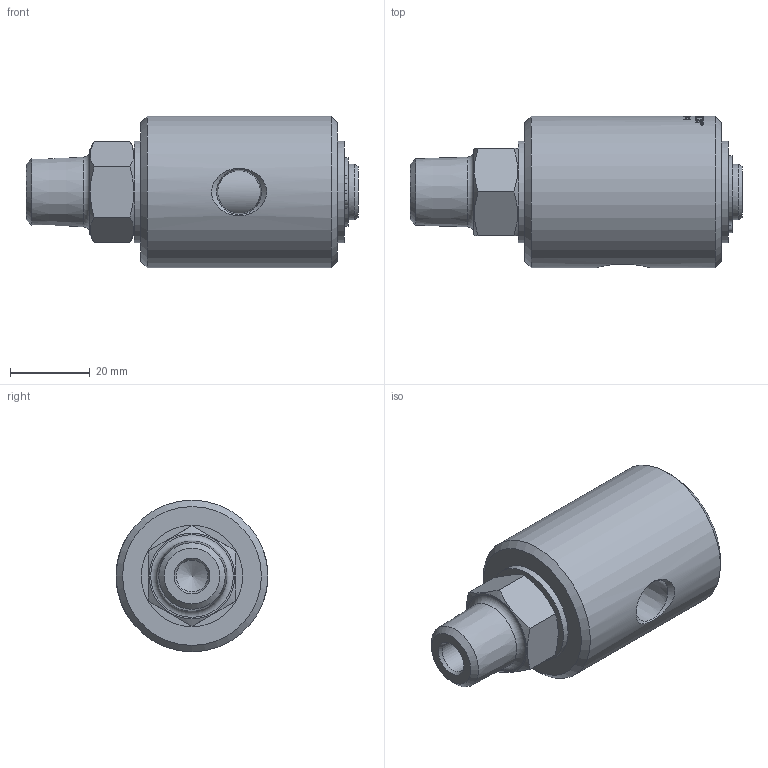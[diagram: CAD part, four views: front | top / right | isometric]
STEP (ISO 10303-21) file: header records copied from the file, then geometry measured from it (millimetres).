
FILE_DESCRIPTION(/* description */ (''),/* implementation_level */ '2;1');
FILE_NAME(/* name */ '17-025-041-IC.stp',/* time_stamp */ '2018-09-18T13:26:50-05:00',/* author */ ('nreyna'),/* organization */ (''),/* preprocessor_version */ 'ST-DEVELOPER v17',/* originating_system */ 'Autodesk Inventor 2018',/* authorisation */ '');
FILE_SCHEMA (('AUTOMOTIVE_DESIGN { 1 0 10303 214 3 1 1 }'));
Products named in the file (1): 17-025-041-IC
Bounding box: 83.2 x 38 x 38 mm (x, y, z)
Volume: 61805.5 mm3; surface area: 12209.4 mm2
Topology: 1 solids, 1 shells, 317 faces, 843 edges, 565 vertices
Faces by surface type: bspline 144, plane 111, cylinder 49, cone 12, torus 1
Full cylindrical faces by diameter (mm): 1.7 x2, 8 x1, 10.719 x1, 12.6 x1, 13.983 x2, 14.25 x1, 25.4 x2, 38 x1
Entity records: 41048 total; most frequent: CARTESIAN_POINT 34033, ORIENTED_EDGE 1684, DIRECTION 960, EDGE_CURVE 842, VERTEX_POINT 565, B_SPLINE_CURVE_WITH_KNOTS 369, EDGE_LOOP 357, AXIS2_PLACEMENT_3D 327
